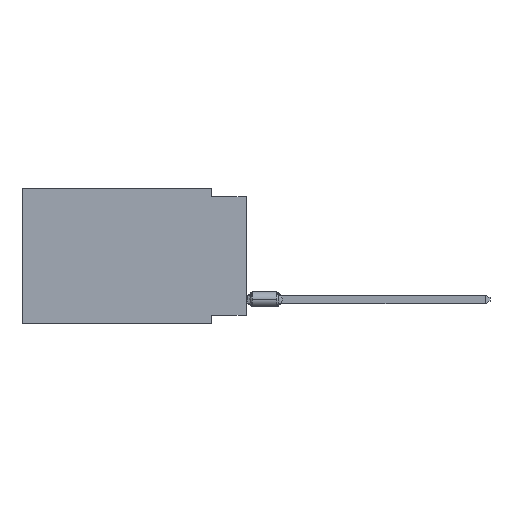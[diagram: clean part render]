
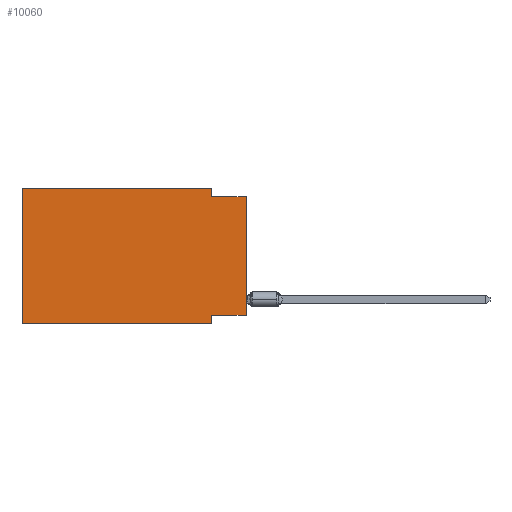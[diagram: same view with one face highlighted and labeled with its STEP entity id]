
A CAD part, left-side view. The second image highlights one B-rep face of the part: STEP entity #10060.
In plain terms, the highlighted planar face has unit normal (-1, 0, 0).
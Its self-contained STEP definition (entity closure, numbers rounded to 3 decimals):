
#917 = DIRECTION ( 'NONE',  ( 0., 0., -1. ) ) ;
#1766 = LINE ( 'NONE', #10514, #7282 ) ;
#1886 = VERTEX_POINT ( 'NONE', #20189 ) ;
#2322 = CARTESIAN_POINT ( 'NONE',  ( 0., 16.383, 0. ) ) ;
#2603 = LINE ( 'NONE', #6976, #4648 ) ;
#2706 = ORIENTED_EDGE ( 'NONE', *, *, #6078, .F. ) ;
#3009 = EDGE_CURVE ( 'NONE', #6495, #17109, #5810, .T. ) ;
#3492 = CARTESIAN_POINT ( 'NONE',  ( 0., 2.54, 0. ) ) ;
#3554 = CARTESIAN_POINT ( 'NONE',  ( 0., 2.54, -9.906 ) ) ;
#3761 = PLANE ( 'NONE',  #8385 ) ;
#3828 = VECTOR ( 'NONE', #917, 1000. ) ;
#4648 = VECTOR ( 'NONE', #21625, 1000. ) ;
#4872 = DIRECTION ( 'NONE',  ( 0., 0., 1. ) ) ;
#5746 = VECTOR ( 'NONE', #4872, 1000. ) ;
#5810 = LINE ( 'NONE', #21310, #11245 ) ;
#6078 = EDGE_CURVE ( 'NONE', #7291, #17109, #1766, .T. ) ;
#6263 = LINE ( 'NONE', #23872, #26214 ) ;
#6320 = VERTEX_POINT ( 'NONE', #3554 ) ;
#6495 = VERTEX_POINT ( 'NONE', #12584 ) ;
#6748 = EDGE_CURVE ( 'NONE', #1886, #7291, #16464, .T. ) ;
#6976 = CARTESIAN_POINT ( 'NONE',  ( 0., 16.383, 0. ) ) ;
#7282 = VECTOR ( 'NONE', #12764, 1000. ) ;
#7291 = VERTEX_POINT ( 'NONE', #15022 ) ;
#7634 = CARTESIAN_POINT ( 'NONE',  ( 0., 16.383, -9.906 ) ) ;
#8385 = AXIS2_PLACEMENT_3D ( 'NONE', #2322, #12360, #10924 ) ;
#8717 = EDGE_CURVE ( 'NONE', #25146, #6320, #13468, .T. ) ;
#9049 = CARTESIAN_POINT ( 'NONE',  ( 0., 0., -9.271 ) ) ;
#9106 = LINE ( 'NONE', #26289, #5746 ) ;
#9404 = ORIENTED_EDGE ( 'NONE', *, *, #12984, .T. ) ;
#9915 = EDGE_LOOP ( 'NONE', ( #10639, #2706, #21117, #25052, #18143, #9404, #10129, #19921 ) ) ;
#10060 = ADVANCED_FACE ( 'NONE', ( #23727 ), #3761, .F. ) ;
#10129 = ORIENTED_EDGE ( 'NONE', *, *, #8717, .F. ) ;
#10279 = VERTEX_POINT ( 'NONE', #7634 ) ;
#10514 = CARTESIAN_POINT ( 'NONE',  ( 0., 0., -0.635 ) ) ;
#10598 = CARTESIAN_POINT ( 'NONE',  ( 0., 0., -0.635 ) ) ;
#10639 = ORIENTED_EDGE ( 'NONE', *, *, #3009, .T. ) ;
#10924 = DIRECTION ( 'NONE',  ( 0., 0., -1. ) ) ;
#11245 = VECTOR ( 'NONE', #19062, 1000. ) ;
#11794 = EDGE_CURVE ( 'NONE', #25672, #1886, #2603, .T. ) ;
#12360 = DIRECTION ( 'NONE',  ( 1., 0., 0. ) ) ;
#12584 = CARTESIAN_POINT ( 'NONE',  ( 0., 0., -9.271 ) ) ;
#12764 = DIRECTION ( 'NONE',  ( 0., -1., 0. ) ) ;
#12984 = EDGE_CURVE ( 'NONE', #10279, #6320, #6263, .T. ) ;
#13468 = LINE ( 'NONE', #22190, #3828 ) ;
#15022 = CARTESIAN_POINT ( 'NONE',  ( 0., 2.54, -0.635 ) ) ;
#15538 = DIRECTION ( 'NONE',  ( 0., 1., 0. ) ) ;
#16464 = LINE ( 'NONE', #3492, #18476 ) ;
#17109 = VERTEX_POINT ( 'NONE', #10598 ) ;
#17429 = CARTESIAN_POINT ( 'NONE',  ( 0., 2.54, -9.271 ) ) ;
#17508 = EDGE_CURVE ( 'NONE', #10279, #25672, #9106, .T. ) ;
#18143 = ORIENTED_EDGE ( 'NONE', *, *, #17508, .F. ) ;
#18476 = VECTOR ( 'NONE', #25043, 1000. ) ;
#19062 = DIRECTION ( 'NONE',  ( 0., 0., 1. ) ) ;
#19232 = DIRECTION ( 'NONE',  ( 0., -1., 0. ) ) ;
#19896 = LINE ( 'NONE', #9049, #25228 ) ;
#19921 = ORIENTED_EDGE ( 'NONE', *, *, #27234, .F. ) ;
#20189 = CARTESIAN_POINT ( 'NONE',  ( 0., 2.54, 0. ) ) ;
#21117 = ORIENTED_EDGE ( 'NONE', *, *, #6748, .F. ) ;
#21310 = CARTESIAN_POINT ( 'NONE',  ( 0., 0., 0. ) ) ;
#21625 = DIRECTION ( 'NONE',  ( 0., -1., 0. ) ) ;
#22190 = CARTESIAN_POINT ( 'NONE',  ( 0., 2.54, -9.906 ) ) ;
#23727 = FACE_OUTER_BOUND ( 'NONE', #9915, .T. ) ;
#23872 = CARTESIAN_POINT ( 'NONE',  ( 0., 16.383, -9.906 ) ) ;
#24686 = CARTESIAN_POINT ( 'NONE',  ( 0., 16.383, 0. ) ) ;
#25043 = DIRECTION ( 'NONE',  ( 0., 0., -1. ) ) ;
#25052 = ORIENTED_EDGE ( 'NONE', *, *, #11794, .F. ) ;
#25146 = VERTEX_POINT ( 'NONE', #17429 ) ;
#25228 = VECTOR ( 'NONE', #15538, 1000. ) ;
#25672 = VERTEX_POINT ( 'NONE', #24686 ) ;
#26214 = VECTOR ( 'NONE', #19232, 1000. ) ;
#26289 = CARTESIAN_POINT ( 'NONE',  ( 0., 16.383, 0. ) ) ;
#27234 = EDGE_CURVE ( 'NONE', #6495, #25146, #19896, .T. ) ;
